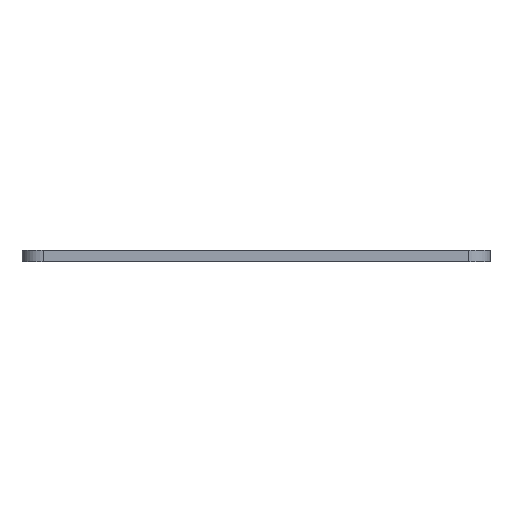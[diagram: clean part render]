
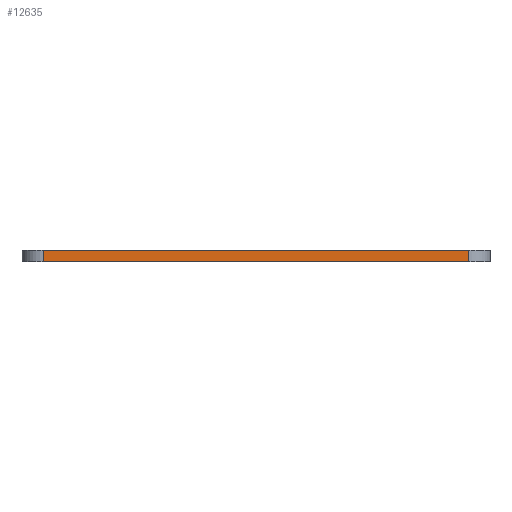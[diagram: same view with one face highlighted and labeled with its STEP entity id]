
A CAD part, front view. The second image highlights one B-rep face of the part: STEP entity #12635.
In plain terms, the highlighted planar face has unit normal (0, -1, 0).
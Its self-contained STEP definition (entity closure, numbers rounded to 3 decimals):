
#2263=CARTESIAN_POINT('',(-521.203,571.663,-0.225));
#2264=VERTEX_POINT('',#2263);
#2272=CARTESIAN_POINT('',(-503.203,571.663,-0.225));
#2273=VERTEX_POINT('',#2272);
#2274=CARTESIAN_POINT('',(-521.203,571.663,-0.225));
#2275=DIRECTION('',(1.,0.,-0.));
#2276=VECTOR('',#2275,18.);
#2277=LINE('',#2274,#2276);
#2278=EDGE_CURVE('',#2264,#2273,#2277,.T.);
#12594=CARTESIAN_POINT('',(-521.203,571.663,-0.725));
#12595=VERTEX_POINT('',#12594);
#12603=CARTESIAN_POINT('',(-521.203,571.663,-0.725));
#12604=DIRECTION('',(0.,0.,1.));
#12605=VECTOR('',#12604,0.5);
#12606=LINE('',#12603,#12605);
#12607=EDGE_CURVE('',#12595,#2264,#12606,.T.);
#12612=CARTESIAN_POINT('',(-512.203,571.663,-0.275));
#12613=DIRECTION('',(0.,-1.,0.));
#12614=DIRECTION('',(0.,0.,-1.));
#12615=AXIS2_PLACEMENT_3D('',#12612,#12613,#12614);
#12616=PLANE('',#12615);
#12617=ORIENTED_EDGE('',*,*,#2278,.F.);
#12618=ORIENTED_EDGE('',*,*,#12607,.F.);
#12619=CARTESIAN_POINT('',(-503.203,571.663,-0.725));
#12620=VERTEX_POINT('',#12619);
#12621=CARTESIAN_POINT('',(-521.203,571.663,-0.725));
#12622=DIRECTION('',(1.,0.,-0.));
#12623=VECTOR('',#12622,18.);
#12624=LINE('',#12621,#12623);
#12625=EDGE_CURVE('',#12595,#12620,#12624,.T.);
#12626=ORIENTED_EDGE('',*,*,#12625,.T.);
#12627=CARTESIAN_POINT('',(-503.203,571.663,-0.725));
#12628=DIRECTION('',(-0.,-0.,1.));
#12629=VECTOR('',#12628,0.5);
#12630=LINE('',#12627,#12629);
#12631=EDGE_CURVE('',#12620,#2273,#12630,.T.);
#12632=ORIENTED_EDGE('',*,*,#12631,.T.);
#12633=EDGE_LOOP('',(#12617,#12618,#12626,#12632));
#12634=FACE_BOUND('',#12633,.T.);
#12635=ADVANCED_FACE('',(#12634),#12616,.T.);
